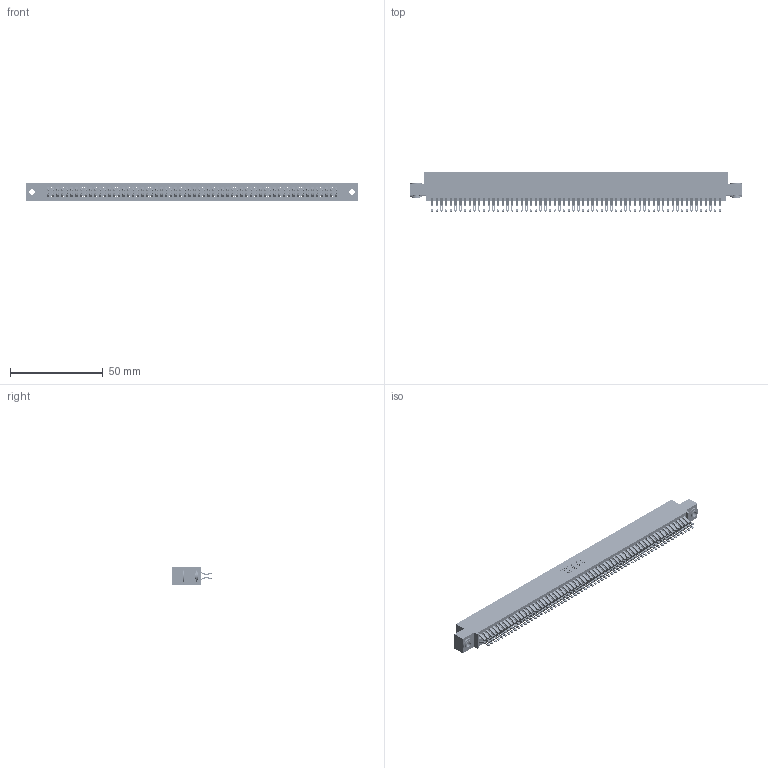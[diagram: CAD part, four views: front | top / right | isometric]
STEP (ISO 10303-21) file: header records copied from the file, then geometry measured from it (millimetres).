
FILE_DESCRIPTION (( 'STEP AP203' ), '1' );
FILE_NAME ('395-124-555-503.STEP', '2018-12-04T00:50:45', ( '' ), ( '' ), 'SwSTEP 2.0', 'SolidWorks 2016', '' );
FILE_SCHEMA (( 'CONFIG_CONTROL_DESIGN' ));
Length unit declared in the file: inch
Products named in the file (4): 345-292-001_555 Tail; 345-250-002_345-250-002-102; 395-124-555-503; 345 Part_0.110 Offset - 0.156 Dia-TH
Assembly tree (127 placements, depth 2):
  395-124-555-503
    345 Part_0.110 Offset - 0.156 Dia-TH
    345-292-001_555 Tail  x124
    345-250-002_345-250-002-102  x2
Bounding box: 178.69 x 21.13 x 9.4 mm (x, y, z)
Volume: 17849.4 mm3; surface area: 28320.4 mm2
Topology: 127 solids, 127 shells, 7112 faces, 22377 edges, 14914 vertices
Faces by surface type: plane 3938, cylinder 3166, cone 8
Entity records: 47062 total; most frequent: CARTESIAN_POINT 7881, ORIENTED_EDGE 7778, DIRECTION 6923, EDGE_CURVE 3889, VECTOR 3465, LINE 3465, VERTEX_POINT 2590, AXIS2_PLACEMENT_3D 1729
